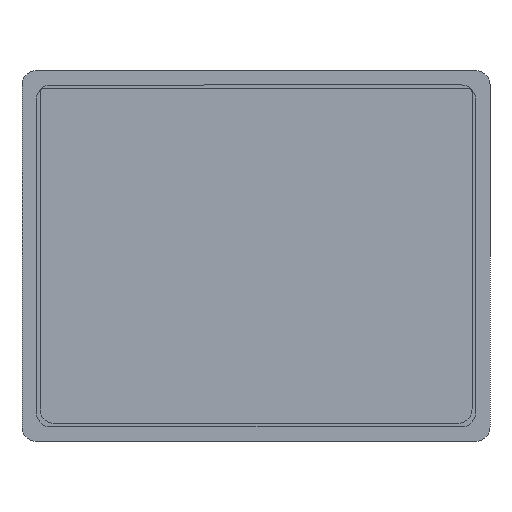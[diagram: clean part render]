
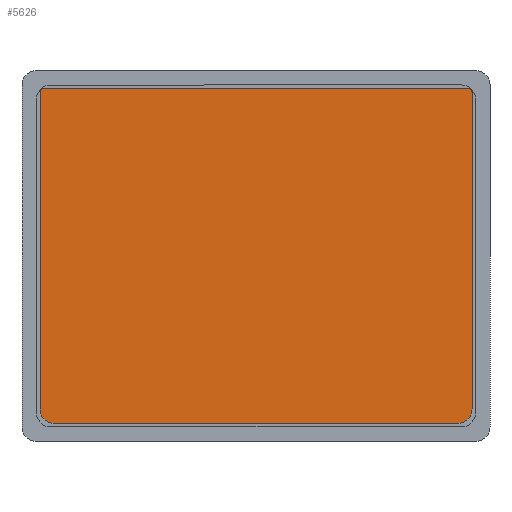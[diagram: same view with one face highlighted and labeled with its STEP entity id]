
A CAD part, front view. The second image highlights one B-rep face of the part: STEP entity #5626.
In plain terms, the highlighted planar face has unit normal (0, -1, 0).
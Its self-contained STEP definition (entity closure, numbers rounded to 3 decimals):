
#92 = DIRECTION ( 'NONE',  ( 0., 0., 1. ) ) ;
#145 = ORIENTED_EDGE ( 'NONE', *, *, #3884, .T. ) ;
#201 = CARTESIAN_POINT ( 'NONE',  ( 59., 0., 45. ) ) ;
#380 = CIRCLE ( 'NONE', #857, 1. ) ;
#390 = CARTESIAN_POINT ( 'NONE',  ( -56., 0., -48. ) ) ;
#466 = CARTESIAN_POINT ( 'NONE',  ( 60., 0., 44. ) ) ;
#769 = VERTEX_POINT ( 'NONE', #1769 ) ;
#841 = VECTOR ( 'NONE', #2894, 1000. ) ;
#857 = AXIS2_PLACEMENT_3D ( 'NONE', #2899, #1119, #4245 ) ;
#886 = AXIS2_PLACEMENT_3D ( 'NONE', #1048, #4615, #3113 ) ;
#998 = VERTEX_POINT ( 'NONE', #390 ) ;
#999 = CARTESIAN_POINT ( 'NONE',  ( 0., 0., 0. ) ) ;
#1012 = EDGE_CURVE ( 'NONE', #3070, #2741, #3210, .T. ) ;
#1048 = CARTESIAN_POINT ( 'NONE',  ( -56., 0., -44. ) ) ;
#1119 = DIRECTION ( 'NONE',  ( 0., -1., 0. ) ) ;
#1206 = VECTOR ( 'NONE', #1566, 1000. ) ;
#1279 = CARTESIAN_POINT ( 'NONE',  ( 60., 0., -44. ) ) ;
#1428 = EDGE_CURVE ( 'NONE', #769, #998, #3877, .T. ) ;
#1431 = LINE ( 'NONE', #5371, #3709 ) ;
#1471 = ORIENTED_EDGE ( 'NONE', *, *, #4914, .T. ) ;
#1566 = DIRECTION ( 'NONE',  ( 0., 0., 1. ) ) ;
#1578 = CARTESIAN_POINT ( 'NONE',  ( -59., 0., 45. ) ) ;
#1653 = DIRECTION ( 'NONE',  ( 0., -1., 0. ) ) ;
#1762 = ORIENTED_EDGE ( 'NONE', *, *, #4824, .F. ) ;
#1769 = CARTESIAN_POINT ( 'NONE',  ( 56., 0., -48. ) ) ;
#1841 = CARTESIAN_POINT ( 'NONE',  ( -60., 0., -44. ) ) ;
#1938 = ORIENTED_EDGE ( 'NONE', *, *, #2768, .T. ) ;
#2741 = VERTEX_POINT ( 'NONE', #201 ) ;
#2768 = EDGE_CURVE ( 'NONE', #4133, #998, #5435, .T. ) ;
#2864 = LINE ( 'NONE', #2953, #841 ) ;
#2894 = DIRECTION ( 'NONE',  ( 0., 0., -1. ) ) ;
#2899 = CARTESIAN_POINT ( 'NONE',  ( -59., 0., 44. ) ) ;
#2942 = CARTESIAN_POINT ( 'NONE',  ( -60., 0., -45. ) ) ;
#2953 = CARTESIAN_POINT ( 'NONE',  ( 60., 0., -45. ) ) ;
#3070 = VERTEX_POINT ( 'NONE', #466 ) ;
#3113 = DIRECTION ( 'NONE',  ( 0., 0., 1. ) ) ;
#3163 = AXIS2_PLACEMENT_3D ( 'NONE', #3880, #1653, #5207 ) ;
#3210 = CIRCLE ( 'NONE', #3497, 1. ) ;
#3242 = DIRECTION ( 'NONE',  ( 1., 0., 0. ) ) ;
#3497 = AXIS2_PLACEMENT_3D ( 'NONE', #5735, #3518, #5288 ) ;
#3518 = DIRECTION ( 'NONE',  ( 0., -1., 0. ) ) ;
#3634 = AXIS2_PLACEMENT_3D ( 'NONE', #999, #4094, #92 ) ;
#3655 = ORIENTED_EDGE ( 'NONE', *, *, #4108, .F. ) ;
#3709 = VECTOR ( 'NONE', #3242, 1000. ) ;
#3841 = ORIENTED_EDGE ( 'NONE', *, *, #5685, .F. ) ;
#3877 = LINE ( 'NONE', #3905, #4222 ) ;
#3880 = CARTESIAN_POINT ( 'NONE',  ( 56., 0., -44. ) ) ;
#3884 = EDGE_CURVE ( 'NONE', #5693, #4979, #380, .T. ) ;
#3905 = CARTESIAN_POINT ( 'NONE',  ( 60., 0., -48. ) ) ;
#3957 = EDGE_LOOP ( 'NONE', ( #3841, #5055, #3655, #145, #1762, #1938, #5348, #1471 ) ) ;
#4012 = CIRCLE ( 'NONE', #3163, 4. ) ;
#4070 = FACE_OUTER_BOUND ( 'NONE', #3957, .T. ) ;
#4094 = DIRECTION ( 'NONE',  ( 0., 1., 0. ) ) ;
#4108 = EDGE_CURVE ( 'NONE', #5693, #2741, #1431, .T. ) ;
#4133 = VERTEX_POINT ( 'NONE', #1841 ) ;
#4222 = VECTOR ( 'NONE', #4807, 1000. ) ;
#4245 = DIRECTION ( 'NONE',  ( 0., 0., 1. ) ) ;
#4286 = LINE ( 'NONE', #2942, #1206 ) ;
#4494 = CARTESIAN_POINT ( 'NONE',  ( -60., 0., 44. ) ) ;
#4615 = DIRECTION ( 'NONE',  ( 0., -1., 0. ) ) ;
#4807 = DIRECTION ( 'NONE',  ( -1., 0., 0. ) ) ;
#4824 = EDGE_CURVE ( 'NONE', #4133, #4979, #4286, .T. ) ;
#4914 = EDGE_CURVE ( 'NONE', #769, #5030, #4012, .T. ) ;
#4966 = PLANE ( 'NONE',  #3634 ) ;
#4979 = VERTEX_POINT ( 'NONE', #4494 ) ;
#5030 = VERTEX_POINT ( 'NONE', #1279 ) ;
#5055 = ORIENTED_EDGE ( 'NONE', *, *, #1012, .T. ) ;
#5207 = DIRECTION ( 'NONE',  ( 0., 0., 1. ) ) ;
#5288 = DIRECTION ( 'NONE',  ( 0., 0., 1. ) ) ;
#5348 = ORIENTED_EDGE ( 'NONE', *, *, #1428, .F. ) ;
#5371 = CARTESIAN_POINT ( 'NONE',  ( -60., 0., 45. ) ) ;
#5435 = CIRCLE ( 'NONE', #886, 4. ) ;
#5626 = ADVANCED_FACE ( 'NONE', ( #4070 ), #4966, .F. ) ;
#5685 = EDGE_CURVE ( 'NONE', #3070, #5030, #2864, .T. ) ;
#5693 = VERTEX_POINT ( 'NONE', #1578 ) ;
#5735 = CARTESIAN_POINT ( 'NONE',  ( 59., 0., 44. ) ) ;
